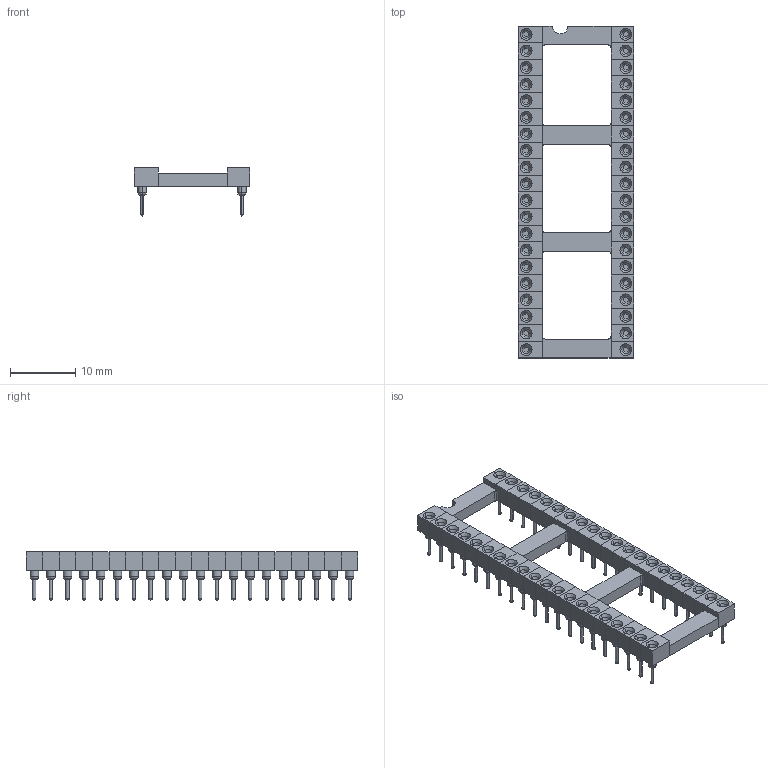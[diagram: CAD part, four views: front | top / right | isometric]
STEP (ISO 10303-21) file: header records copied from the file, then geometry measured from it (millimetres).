
FILE_DESCRIPTION((''),'2;1');
FILE_NAME('DIPS40-600.stp','2009-03-05T10:53:47',(''),(''),'Mechanical Desktop 2006','Mechanical Desktop 2006',', , ');
FILE_SCHEMA(('AUTOMOTIVE_DESIGN { 1 2 10303 214 0 1 1 1 }'));
Length unit declared in the file: millimetre
Products named in the file (1): Product
Bounding box: 17.7 x 50.8 x 7.37 mm (x, y, z)
Volume: 1256.3 mm3; surface area: 4078.1 mm2
Topology: 164 solids, 164 shells, 1211 faces, 2369 edges, 1406 vertices
Faces by surface type: plane 465, cylinder 426, cone 160, bspline 80, sphere 80
Entity records: 33211 total; most frequent: CARTESIAN_POINT 8347, DIRECTION 5645, ORIENTED_EDGE 4498, AXIS2_PLACEMENT_3D 2264, EDGE_CURVE 2249, VERTEX_POINT 1366, EDGE_LOOP 1291, FACE_OUTER_BOUND 1211
